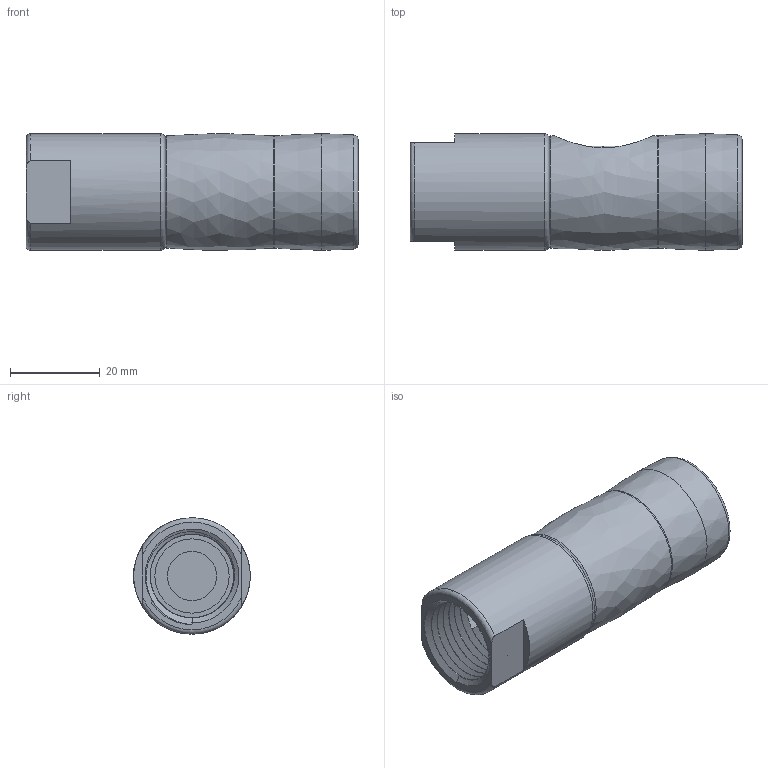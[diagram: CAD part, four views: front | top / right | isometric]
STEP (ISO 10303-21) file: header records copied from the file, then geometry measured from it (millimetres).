
FILE_DESCRIPTION(/* description */ (''),/* implementation_level */ '2;1');
FILE_NAME(/* name */ '24KPIW21APX.stp',/* time_stamp */ '2020-02-19T14:58:31+01:00',/* author */ ('IA176480'),/* organization */ (''),/* preprocessor_version */ 'ST-DEVELOPER v17',/* originating_system */ 'Autodesk Inventor 2019',/* authorisation */ '');
FILE_SCHEMA (('CONFIG_CONTROL_DESIGN'));
Length unit declared in the file: millimetre
Products named in the file (1): 24KPIW21APX
Bounding box: 74.1 x 26 x 26 mm (x, y, z)
Volume: 38974.5 mm3; surface area: 25055.2 mm2
Topology: 39 solids, 39 shells, 221 faces, 596 edges, 408 vertices
Faces by surface type: cylinder 72, plane 62, sphere 29, cone 27, torus 16, bspline 15
Full cylindrical faces by diameter (mm): 3.5 x1, 4 x11, 6.5 x1, 9.6 x1, 9.65 x1, 11 x1, 12 x1, 12.25 x1, 12.4 x3, 13.6 x1, 15 x1, 15.8 x2, 15.915 x1, 16.5 x1, 16.584 x1, 16.6 x1, 17.9 x1, 18.1 x4, 18.2 x2, 18.4 x1, 18.65 x6, 19 x1, 20.5 x1, 21 x10, 22 x5, 22.497 x1, 26 x1
Entity records: 18292 total; most frequent: CARTESIAN_POINT 12966, ORIENTED_EDGE 1080, DIRECTION 1072, EDGE_CURVE 540, AXIS2_PLACEMENT_3D 463, VERTEX_POINT 408, CIRCLE 251, EDGE_LOOP 250
